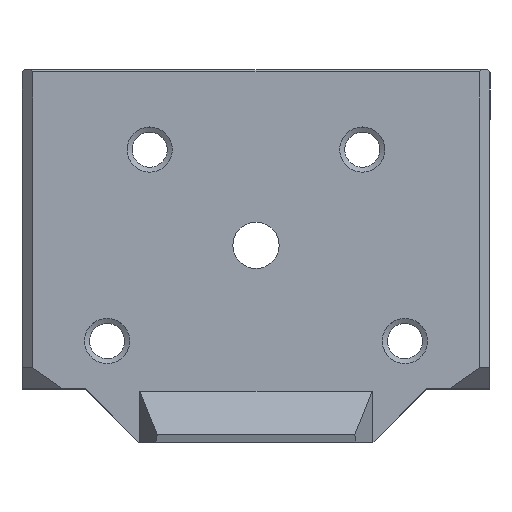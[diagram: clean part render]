
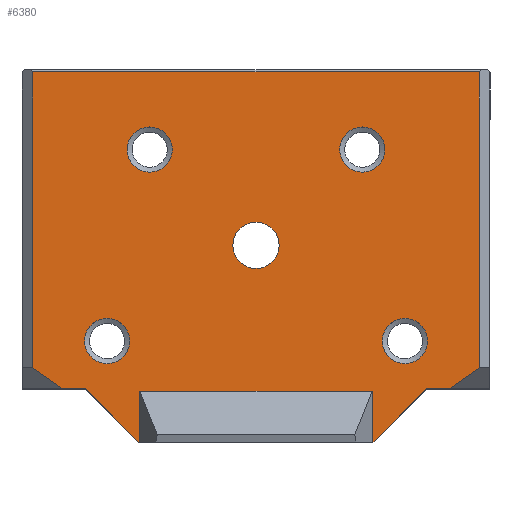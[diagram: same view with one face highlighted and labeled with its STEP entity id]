
A CAD part, top view. The second image highlights one B-rep face of the part: STEP entity #6380.
In plain terms, the highlighted face is planar.
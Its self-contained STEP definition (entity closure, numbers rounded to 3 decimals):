
#104=FACE_BOUND('',#636,.T.);
#105=FACE_BOUND('',#637,.T.);
#106=FACE_BOUND('',#638,.T.);
#107=FACE_BOUND('',#639,.T.);
#108=FACE_BOUND('',#640,.T.);
#212=CIRCLE('',#6749,2.125);
#213=CIRCLE('',#6750,2.125);
#214=CIRCLE('',#6751,2.125);
#215=CIRCLE('',#6752,2.125);
#216=CIRCLE('',#6753,2.175);
#297=FACE_OUTER_BOUND('',#635,.T.);
#635=EDGE_LOOP('',(#4357,#4358,#4359,#4360,#4361,#4362,#4363,#4364,#4365,
#4366,#4367,#4368,#4369,#4370));
#636=EDGE_LOOP('',(#4371));
#637=EDGE_LOOP('',(#4372));
#638=EDGE_LOOP('',(#4373));
#639=EDGE_LOOP('',(#4374));
#640=EDGE_LOOP('',(#4375));
#1032=LINE('',#8842,#1864);
#1074=LINE('',#8980,#1906);
#1077=LINE('',#8985,#1909);
#1080=LINE('',#8996,#1912);
#1081=LINE('',#8998,#1913);
#1082=LINE('',#9000,#1914);
#1083=LINE('',#9002,#1915);
#1084=LINE('',#9004,#1916);
#1085=LINE('',#9005,#1917);
#1086=LINE('',#9007,#1918);
#1087=LINE('',#9009,#1919);
#1088=LINE('',#9010,#1920);
#1089=LINE('',#9011,#1921);
#1090=LINE('',#9012,#1922);
#1864=VECTOR('',#7153,1000.);
#1906=VECTOR('',#7279,1000.);
#1909=VECTOR('',#7282,1000.);
#1912=VECTOR('',#7291,1000.);
#1913=VECTOR('',#7292,1000.);
#1914=VECTOR('',#7293,1000.);
#1915=VECTOR('',#7294,1000.);
#1916=VECTOR('',#7295,1000.);
#1917=VECTOR('',#7296,1000.);
#1918=VECTOR('',#7297,1000.);
#1919=VECTOR('',#7298,1000.);
#1920=VECTOR('',#7299,1000.);
#1921=VECTOR('',#7300,1000.);
#1922=VECTOR('',#7301,1000.);
#2697=VERTEX_POINT('',#8839);
#2698=VERTEX_POINT('',#8841);
#2750=VERTEX_POINT('',#8976);
#2752=VERTEX_POINT('',#8979);
#2753=VERTEX_POINT('',#8982);
#2754=VERTEX_POINT('',#8984);
#2758=VERTEX_POINT('',#8994);
#2759=VERTEX_POINT('',#8995);
#2760=VERTEX_POINT('',#8997);
#2761=VERTEX_POINT('',#8999);
#2762=VERTEX_POINT('',#9001);
#2763=VERTEX_POINT('',#9003);
#2764=VERTEX_POINT('',#9006);
#2765=VERTEX_POINT('',#9008);
#2766=VERTEX_POINT('',#9013);
#2767=VERTEX_POINT('',#9015);
#2768=VERTEX_POINT('',#9017);
#2769=VERTEX_POINT('',#9019);
#2770=VERTEX_POINT('',#9021);
#3317=EDGE_CURVE('',#2697,#2698,#1032,.T.);
#3386=EDGE_CURVE('',#2752,#2750,#1074,.T.);
#3389=EDGE_CURVE('',#2754,#2753,#1077,.T.);
#3394=EDGE_CURVE('',#2758,#2759,#1080,.T.);
#3395=EDGE_CURVE('',#2760,#2759,#1081,.T.);
#3396=EDGE_CURVE('',#2761,#2760,#1082,.T.);
#3397=EDGE_CURVE('',#2762,#2761,#1083,.T.);
#3398=EDGE_CURVE('',#2763,#2762,#1084,.T.);
#3399=EDGE_CURVE('',#2752,#2763,#1085,.T.);
#3400=EDGE_CURVE('',#2764,#2750,#1086,.F.);
#3401=EDGE_CURVE('',#2765,#2764,#1087,.F.);
#3402=EDGE_CURVE('',#2754,#2765,#1088,.T.);
#3403=EDGE_CURVE('',#2698,#2753,#1089,.F.);
#3404=EDGE_CURVE('',#2758,#2697,#1090,.T.);
#3405=EDGE_CURVE('',#2766,#2766,#212,.T.);
#3406=EDGE_CURVE('',#2767,#2767,#213,.T.);
#3407=EDGE_CURVE('',#2768,#2768,#214,.T.);
#3408=EDGE_CURVE('',#2769,#2769,#215,.T.);
#3409=EDGE_CURVE('',#2770,#2770,#216,.T.);
#4357=ORIENTED_EDGE('',*,*,#3394,.T.);
#4358=ORIENTED_EDGE('',*,*,#3395,.F.);
#4359=ORIENTED_EDGE('',*,*,#3396,.F.);
#4360=ORIENTED_EDGE('',*,*,#3397,.F.);
#4361=ORIENTED_EDGE('',*,*,#3398,.F.);
#4362=ORIENTED_EDGE('',*,*,#3399,.F.);
#4363=ORIENTED_EDGE('',*,*,#3386,.T.);
#4364=ORIENTED_EDGE('',*,*,#3400,.F.);
#4365=ORIENTED_EDGE('',*,*,#3401,.F.);
#4366=ORIENTED_EDGE('',*,*,#3402,.F.);
#4367=ORIENTED_EDGE('',*,*,#3389,.T.);
#4368=ORIENTED_EDGE('',*,*,#3403,.F.);
#4369=ORIENTED_EDGE('',*,*,#3317,.F.);
#4370=ORIENTED_EDGE('',*,*,#3404,.F.);
#4371=ORIENTED_EDGE('',*,*,#3405,.F.);
#4372=ORIENTED_EDGE('',*,*,#3406,.F.);
#4373=ORIENTED_EDGE('',*,*,#3407,.F.);
#4374=ORIENTED_EDGE('',*,*,#3408,.F.);
#4375=ORIENTED_EDGE('',*,*,#3409,.T.);
#6105=PLANE('',#6748);
#6380=ADVANCED_FACE('',(#297,#104,#105,#106,#107,#108),#6105,.F.);
#6748=AXIS2_PLACEMENT_3D('',#8993,#7289,#7290);
#6749=AXIS2_PLACEMENT_3D('',#9014,#7302,#7303);
#6750=AXIS2_PLACEMENT_3D('',#9016,#7304,#7305);
#6751=AXIS2_PLACEMENT_3D('',#9018,#7306,#7307);
#6752=AXIS2_PLACEMENT_3D('',#9020,#7308,#7309);
#6753=AXIS2_PLACEMENT_3D('',#9022,#7310,#7311);
#7153=DIRECTION('',(1.,0.,0.));
#7279=DIRECTION('',(-1.,0.,0.));
#7282=DIRECTION('',(-1.,0.,0.));
#7289=DIRECTION('center_axis',(0.,0.,1.));
#7290=DIRECTION('ref_axis',(1.,0.,0.));
#7291=DIRECTION('',(0.,1.,0.));
#7292=DIRECTION('',(-1.,0.,0.));
#7293=DIRECTION('',(0.,1.,0.));
#7294=DIRECTION('',(0.816,0.577,0.));
#7295=DIRECTION('',(1.,0.,0.));
#7296=DIRECTION('',(0.707,0.707,0.));
#7297=DIRECTION('',(0.,1.,0.));
#7298=DIRECTION('',(-1.,0.,0.));
#7299=DIRECTION('',(0.,1.,0.));
#7300=DIRECTION('',(-0.707,0.707,0.));
#7301=DIRECTION('',(0.816,-0.577,0.));
#7302=DIRECTION('center_axis',(0.,0.,-1.));
#7303=DIRECTION('ref_axis',(0.,1.,0.));
#7304=DIRECTION('center_axis',(0.,0.,-1.));
#7305=DIRECTION('ref_axis',(0.,1.,0.));
#7306=DIRECTION('center_axis',(0.,0.,-1.));
#7307=DIRECTION('ref_axis',(0.,1.,0.));
#7308=DIRECTION('center_axis',(0.,0.,-1.));
#7309=DIRECTION('ref_axis',(0.,1.,0.));
#7310=DIRECTION('center_axis',(0.,0.,1.));
#7311=DIRECTION('ref_axis',(1.,0.,0.));
#8839=CARTESIAN_POINT('',(-18.172,-43.65,-33.));
#8841=CARTESIAN_POINT('',(-16.,-43.65,-33.));
#8842=CARTESIAN_POINT('',(11.,-43.65,-33.));
#8976=CARTESIAN_POINT('',(10.92,-48.65,-33.));
#8979=CARTESIAN_POINT('',(11.,-48.65,-33.));
#8980=CARTESIAN_POINT('',(0.,-48.65,-33.));
#8982=CARTESIAN_POINT('',(-11.,-48.65,-33.));
#8984=CARTESIAN_POINT('',(-10.92,-48.65,-33.));
#8985=CARTESIAN_POINT('',(0.,-48.65,-33.));
#8993=CARTESIAN_POINT('Origin',(11.,-43.65,-33.));
#8994=CARTESIAN_POINT('',(-21.,-41.65,-33.));
#8995=CARTESIAN_POINT('',(-21.,-13.85,-33.));
#8996=CARTESIAN_POINT('',(-21.,-43.65,-33.));
#8997=CARTESIAN_POINT('',(21.,-13.85,-33.));
#8998=CARTESIAN_POINT('',(-21.,-13.85,-33.));
#8999=CARTESIAN_POINT('',(21.,-41.65,-33.));
#9000=CARTESIAN_POINT('',(21.,-43.65,-33.));
#9001=CARTESIAN_POINT('',(18.172,-43.65,-33.));
#9002=CARTESIAN_POINT('',(13.391,-47.031,-33.));
#9003=CARTESIAN_POINT('',(16.,-43.65,-33.));
#9004=CARTESIAN_POINT('',(11.,-43.65,-33.));
#9005=CARTESIAN_POINT('',(11.,-48.65,-33.));
#9006=CARTESIAN_POINT('',(10.92,-43.85,-33.));
#9007=CARTESIAN_POINT('',(10.92,-48.65,-33.));
#9008=CARTESIAN_POINT('',(-10.92,-43.85,-33.));
#9009=CARTESIAN_POINT('',(0.,-43.85,-33.));
#9010=CARTESIAN_POINT('',(-10.92,-48.65,-33.));
#9011=CARTESIAN_POINT('',(-16.,-43.65,-33.));
#9012=CARTESIAN_POINT('',(1.276,-57.402,-33.));
#9013=CARTESIAN_POINT('',(10.,-23.275,-33.));
#9014=CARTESIAN_POINT('Origin',(10.,-21.15,-33.));
#9015=CARTESIAN_POINT('',(-10.,-23.275,-33.));
#9016=CARTESIAN_POINT('Origin',(-10.,-21.15,-33.));
#9017=CARTESIAN_POINT('',(-14.,-41.275,-33.));
#9018=CARTESIAN_POINT('Origin',(-14.,-39.15,-33.));
#9019=CARTESIAN_POINT('',(14.,-41.275,-33.));
#9020=CARTESIAN_POINT('Origin',(14.,-39.15,-33.));
#9021=CARTESIAN_POINT('',(2.175,-30.15,-33.));
#9022=CARTESIAN_POINT('Origin',(0.,-30.15,-33.));
